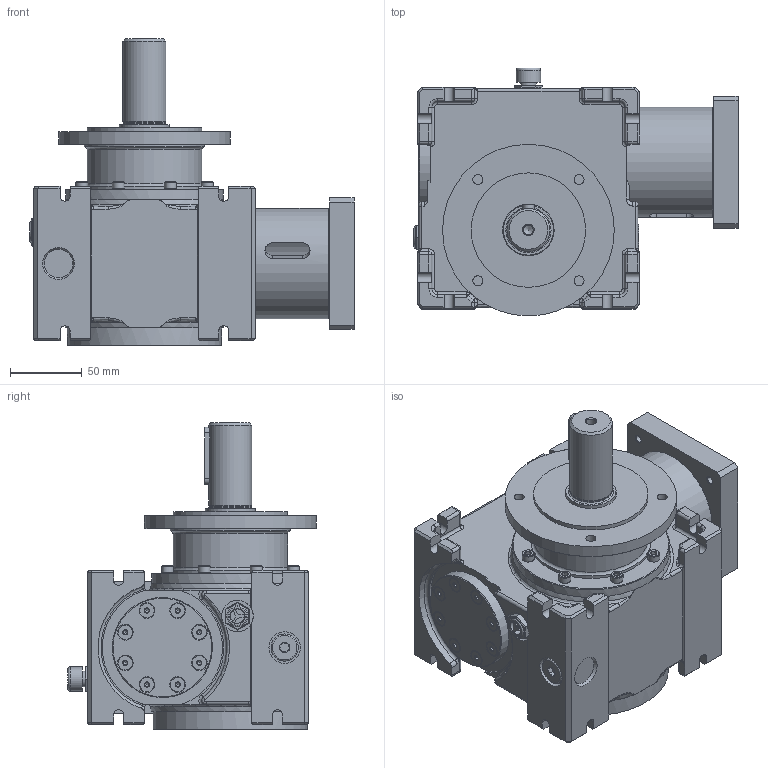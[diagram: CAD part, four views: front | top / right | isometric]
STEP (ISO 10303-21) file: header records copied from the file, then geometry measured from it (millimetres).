
FILE_DESCRIPTION( ( 'Unknown' ), '1' );
FILE_NAME( 'SGG47_11.stp', 'Unknown', ( 'Unknown' ), ( 'Unknown' ), 'PSStep 13.0', 'Unknown', ' ' );
FILE_SCHEMA( ( 'AUTOMOTIVE_DESIGN { 1 0 10303 214 1 1 1 1 }' ) );
Length unit declared in the file: millimetre
Products named in the file (1): Gehaeuse
Bounding box: 226.5 x 173.5 x 214 mm (x, y, z)
Volume: 2750973.9 mm3; surface area: 230825.2 mm2
Topology: 1 solids, 18 shells, 1336 faces, 3303 edges, 2070 vertices
Faces by surface type: plane 619, cylinder 333, cone 233, torus 109, bspline 22, sphere 20
Full cylindrical faces by diameter (mm): 4 x16, 5 x37, 5.5 x32, 6.8 x1, 7 x4, 8.5 x17, 10 x25, 11 x9, 17 x3, 19 x4, 20 x1, 22 x6, 29.6 x1, 30 x1, 32 x1, 34.6 x1, 35 x1, 36 x1, 42 x1, 47.5 x1, 70 x1, 75 x1, 77 x1, 80 x3, 84 x2, 108 x1, 110 x1, 120 x1
Entity records: 61164 total; most frequent: CARTESIAN_POINT 21071, DIRECTION 6193, ORIENTED_EDGE 5558, EDGE_CURVE 2779, AXIS2_PLACEMENT_3D 2427, VERTEX_POINT 1936, EDGE_LOOP 1823, FACE_OUTER_BOUND 1551
